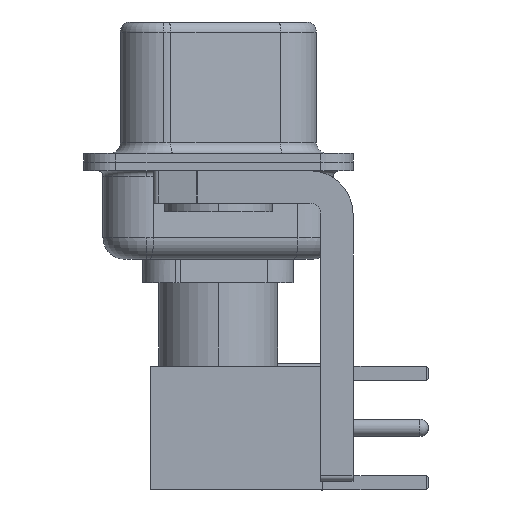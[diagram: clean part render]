
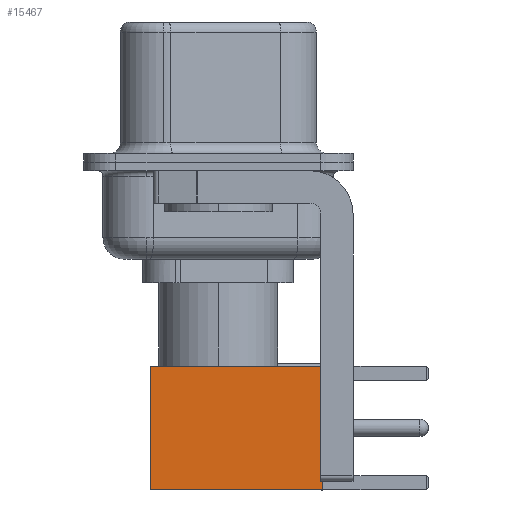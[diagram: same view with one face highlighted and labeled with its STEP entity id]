
A CAD part, left-side view. The second image highlights one B-rep face of the part: STEP entity #15467.
In plain terms, the highlighted face is planar.
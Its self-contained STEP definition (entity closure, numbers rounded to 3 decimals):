
#55 = LINE ( 'NONE', #18409, #209 ) ;
#209 = VECTOR ( 'NONE', #3106, 1000. ) ;
#843 = CARTESIAN_POINT ( 'NONE',  ( 2.875, 2.875, 0. ) ) ;
#1269 = VERTEX_POINT ( 'NONE', #843 ) ;
#1941 = FACE_OUTER_BOUND ( 'NONE', #14822, .T. ) ;
#3106 = DIRECTION ( 'NONE',  ( -1., 0., 0. ) ) ;
#3200 = LINE ( 'NONE', #5587, #12488 ) ;
#3336 = VECTOR ( 'NONE', #29957, 1000. ) ;
#3958 = EDGE_CURVE ( 'NONE', #31548, #18531, #55, .T. ) ;
#5221 = ORIENTED_EDGE ( 'NONE', *, *, #28036, .F. ) ;
#5587 = CARTESIAN_POINT ( 'NONE',  ( -2.875, 2.875, 0. ) ) ;
#6581 = LINE ( 'NONE', #11656, #14766 ) ;
#8766 = DIRECTION ( 'NONE',  ( -1., 0., 0. ) ) ;
#9488 = AXIS2_PLACEMENT_3D ( 'NONE', #32726, #30495, #9577 ) ;
#9577 = DIRECTION ( 'NONE',  ( 0., 0., 1. ) ) ;
#10212 = CARTESIAN_POINT ( 'NONE',  ( -2.875, 2.875, 8. ) ) ;
#11656 = CARTESIAN_POINT ( 'NONE',  ( 0., 2.875, 0. ) ) ;
#11718 = ORIENTED_EDGE ( 'NONE', *, *, #3958, .F. ) ;
#12220 = EDGE_CURVE ( 'NONE', #1269, #28546, #6581, .T. ) ;
#12488 = VECTOR ( 'NONE', #18329, 1000. ) ;
#12978 = ORIENTED_EDGE ( 'NONE', *, *, #12220, .T. ) ;
#13420 = ORIENTED_EDGE ( 'NONE', *, *, #20931, .T. ) ;
#14766 = VECTOR ( 'NONE', #8766, 1000. ) ;
#14822 = EDGE_LOOP ( 'NONE', ( #13420, #12978, #5221, #11718 ) ) ;
#15467 = ADVANCED_FACE ( 'NONE', ( #1941 ), #17582, .T. ) ;
#17582 = PLANE ( 'NONE',  #9488 ) ;
#18329 = DIRECTION ( 'NONE',  ( 0., 0., -1. ) ) ;
#18409 = CARTESIAN_POINT ( 'NONE',  ( 0., 2.875, 8. ) ) ;
#18531 = VERTEX_POINT ( 'NONE', #10212 ) ;
#19407 = CARTESIAN_POINT ( 'NONE',  ( 2.875, 2.875, 0. ) ) ;
#20931 = EDGE_CURVE ( 'NONE', #31548, #1269, #27401, .T. ) ;
#25286 = CARTESIAN_POINT ( 'NONE',  ( 2.875, 2.875, 8. ) ) ;
#27401 = LINE ( 'NONE', #19407, #3336 ) ;
#28036 = EDGE_CURVE ( 'NONE', #18531, #28546, #3200, .T. ) ;
#28546 = VERTEX_POINT ( 'NONE', #31728 ) ;
#29957 = DIRECTION ( 'NONE',  ( 0., 0., -1. ) ) ;
#30495 = DIRECTION ( 'NONE',  ( 0., 1., 0. ) ) ;
#31548 = VERTEX_POINT ( 'NONE', #25286 ) ;
#31728 = CARTESIAN_POINT ( 'NONE',  ( -2.875, 2.875, 0. ) ) ;
#32726 = CARTESIAN_POINT ( 'NONE',  ( 2.875, 2.875, 0. ) ) ;
